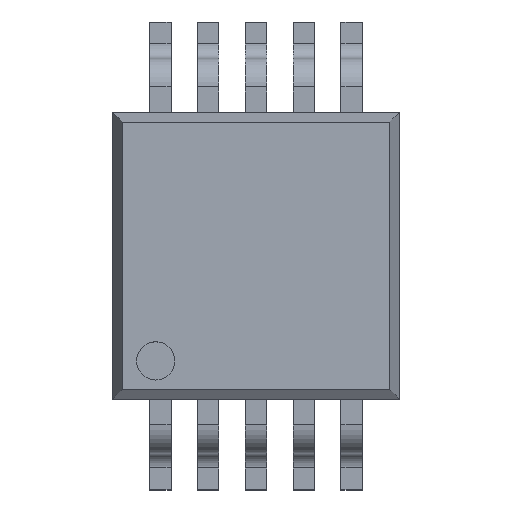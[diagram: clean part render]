
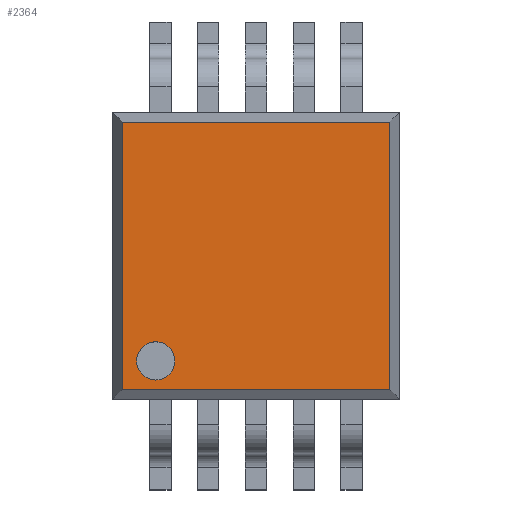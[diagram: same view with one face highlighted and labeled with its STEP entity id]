
A CAD part, top view. The second image highlights one B-rep face of the part: STEP entity #2364.
In plain terms, the highlighted planar face has unit normal (0, 0, 1).
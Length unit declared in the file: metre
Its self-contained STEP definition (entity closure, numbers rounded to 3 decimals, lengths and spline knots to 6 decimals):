
#163=CIRCLE('',#2728,0.0002);
#781=ORIENTED_EDGE('',*,*,#1137,.T.);
#782=ORIENTED_EDGE('',*,*,#1138,.T.);
#783=ORIENTED_EDGE('',*,*,#1139,.T.);
#784=ORIENTED_EDGE('',*,*,#1140,.T.);
#785=ORIENTED_EDGE('',*,*,#1141,.T.);
#1137=EDGE_CURVE('',#1363,#1364,#1605,.T.);
#1138=EDGE_CURVE('',#1364,#1365,#1606,.T.);
#1139=EDGE_CURVE('',#1365,#1366,#1607,.T.);
#1140=EDGE_CURVE('',#1366,#1363,#1608,.T.);
#1141=EDGE_CURVE('',#1367,#1367,#163,.F.);
#1363=VERTEX_POINT('',#4104);
#1364=VERTEX_POINT('',#4105);
#1365=VERTEX_POINT('',#4107);
#1366=VERTEX_POINT('',#4109);
#1367=VERTEX_POINT('',#4112);
#1605=LINE('',#4103,#1853);
#1606=LINE('',#4106,#1854);
#1607=LINE('',#4108,#1855);
#1608=LINE('',#4110,#1856);
#1853=VECTOR('',#3405,1.);
#1854=VECTOR('',#3406,1.);
#1855=VECTOR('',#3407,1.);
#1856=VECTOR('',#3408,1.);
#1993=EDGE_LOOP('',(#781,#782,#783,#784));
#1994=EDGE_LOOP('',(#785));
#2131=FACE_BOUND('',#1993,.T.);
#2132=FACE_BOUND('',#1994,.T.);
#2229=PLANE('',#2727);
#2364=ADVANCED_FACE('',(#2131,#2132),#2229,.T.);
#2727=AXIS2_PLACEMENT_3D('',#4102,#3403,#3404);
#2728=AXIS2_PLACEMENT_3D('',#4111,#3409,#3410);
#3403=DIRECTION('',(0.,0.,1.));
#3404=DIRECTION('',(1.,0.,0.));
#3405=DIRECTION('',(0.,1.,0.));
#3406=DIRECTION('',(-1.,0.,0.));
#3407=DIRECTION('',(0.,-1.,0.));
#3408=DIRECTION('',(1.,0.,0.));
#3409=DIRECTION('',(0.,0.,1.));
#3410=DIRECTION('',(1.,0.,0.));
#4102=CARTESIAN_POINT('',(0.,0.,0.001));
#4103=CARTESIAN_POINT('',(0.0014,0.,0.001));
#4104=CARTESIAN_POINT('',(0.0014,-0.0014,0.001));
#4105=CARTESIAN_POINT('',(0.0014,0.0014,0.001));
#4106=CARTESIAN_POINT('',(0.,0.0014,0.001));
#4107=CARTESIAN_POINT('',(-0.0014,0.0014,0.001));
#4108=CARTESIAN_POINT('',(-0.0014,-0.0015,0.001));
#4109=CARTESIAN_POINT('',(-0.0014,-0.0014,0.001));
#4110=CARTESIAN_POINT('',(0.0015,-0.0014,0.001));
#4111=CARTESIAN_POINT('',(-0.00105,-0.0011,0.001));
#4112=CARTESIAN_POINT('',(-0.00085,-0.0011,0.001));
